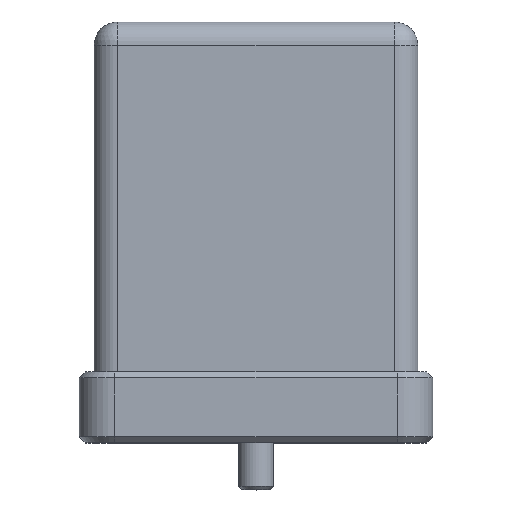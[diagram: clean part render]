
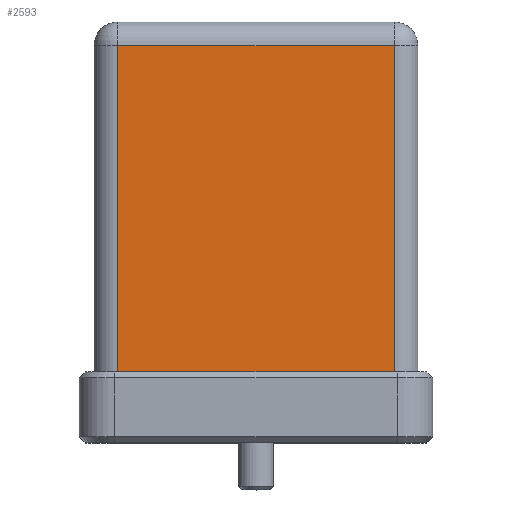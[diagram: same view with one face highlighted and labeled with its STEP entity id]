
A CAD part, top view. The second image highlights one B-rep face of the part: STEP entity #2593.
In plain terms, the highlighted planar face has unit normal (0, 0, 1).
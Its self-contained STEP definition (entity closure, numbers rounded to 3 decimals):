
#138=LINE('',#3652,#324);
#139=LINE('',#3656,#325);
#140=LINE('',#3658,#326);
#141=LINE('',#3660,#327);
#324=VECTOR('',#3027,1000.);
#325=VECTOR('',#3032,1000.);
#326=VECTOR('',#3033,1000.);
#327=VECTOR('',#3034,1000.);
#568=ORIENTED_EDGE('',*,*,#1072,.T.);
#569=ORIENTED_EDGE('',*,*,#1074,.T.);
#570=ORIENTED_EDGE('',*,*,#1075,.F.);
#571=ORIENTED_EDGE('',*,*,#1076,.F.);
#1072=EDGE_CURVE('',#1315,#1314,#138,.T.);
#1074=EDGE_CURVE('',#1314,#1316,#139,.T.);
#1075=EDGE_CURVE('',#1317,#1316,#140,.T.);
#1076=EDGE_CURVE('',#1315,#1317,#141,.T.);
#1314=VERTEX_POINT('',#3651);
#1315=VERTEX_POINT('',#3653);
#1316=VERTEX_POINT('',#3657);
#1317=VERTEX_POINT('',#3659);
#1488=EDGE_LOOP('',(#568,#569,#570,#571));
#1616=FACE_BOUND('',#1488,.T.);
#1724=PLANE('',#2739);
#2593=ADVANCED_FACE('',(#1616),#1724,.F.);
#2739=AXIS2_PLACEMENT_3D('',#3655,#3030,#3031);
#3027=DIRECTION('',(0.,-1.,0.));
#3030=DIRECTION('',(0.,0.,-1.));
#3031=DIRECTION('',(-1.,0.,0.));
#3032=DIRECTION('',(1.,0.,0.));
#3033=DIRECTION('',(0.,-1.,0.));
#3034=DIRECTION('',(1.,0.,0.));
#3651=CARTESIAN_POINT('',(-11.75,4.5,13.75));
#3652=CARTESIAN_POINT('',(-11.75,32.2,13.75));
#3653=CARTESIAN_POINT('',(-11.75,32.2,13.75));
#3655=CARTESIAN_POINT('',(-11.75,32.2,13.75));
#3656=CARTESIAN_POINT('',(-11.75,4.5,13.75));
#3657=CARTESIAN_POINT('',(11.75,4.5,13.75));
#3658=CARTESIAN_POINT('',(11.75,32.2,13.75));
#3659=CARTESIAN_POINT('',(11.75,32.2,13.75));
#3660=CARTESIAN_POINT('',(-11.75,32.2,13.75));
